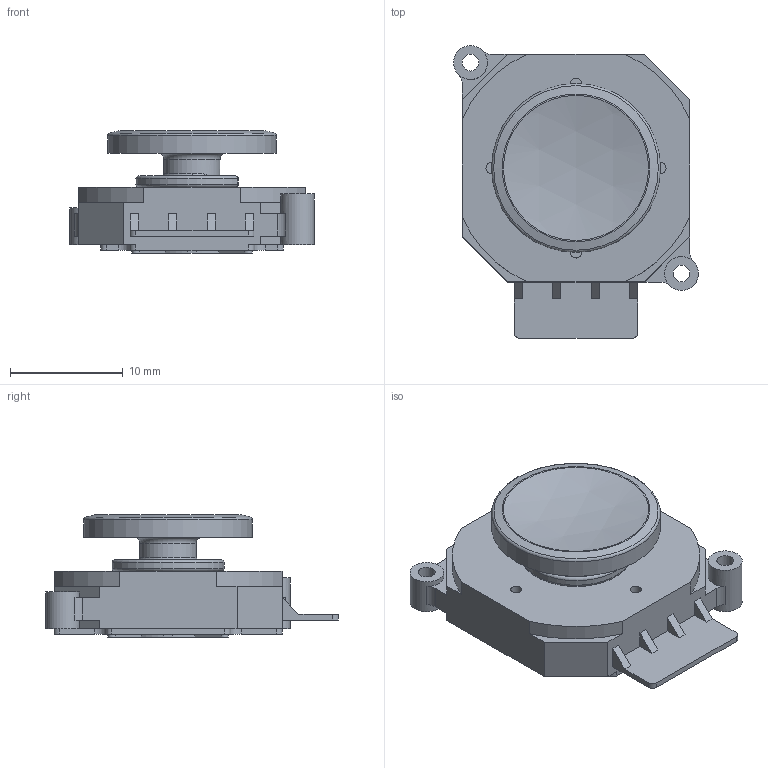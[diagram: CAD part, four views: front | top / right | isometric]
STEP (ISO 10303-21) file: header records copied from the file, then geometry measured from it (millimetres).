
FILE_DESCRIPTION(/* description */ (''),/* implementation_level */ '2;1');
FILE_NAME(/* name */ '3DS Slider.step',/* time_stamp */ '2025-07-01T17:28:05+09:00',/* author */ (''),/* organization */ (''),/* preprocessor_version */ 'ST-DEVELOPER v20.1',/* originating_system */ 'Autodesk Translation Framework v14.10.0.0',/* authorisation */ '');
FILE_SCHEMA (('AUTOMOTIVE_DESIGN { 1 0 10303 214 3 1 1 }'));
Length unit declared in the file: millimetre
Products named in the file (1): 3DS_slider_optional
Bounding box: 21.75 x 26 x 10.84 mm (x, y, z)
Volume: 2452 mm3; surface area: 2118.6 mm2
Topology: 2 solids, 2 shells, 165 faces, 421 edges, 268 vertices
Faces by surface type: plane 85, cylinder 60, torus 10, sphere 6, cone 2, bspline 2
Full cylindrical faces by diameter (mm): 1 x4, 1.5 x2, 3 x3, 5 x1, 6 x1, 9 x1, 15 x1
Entity records: 5411 total; most frequent: CARTESIAN_POINT 1296, DIRECTION 884, ORIENTED_EDGE 834, EDGE_CURVE 417, AXIS2_PLACEMENT_3D 315, VERTEX_POINT 268, LINE 254, VECTOR 254
